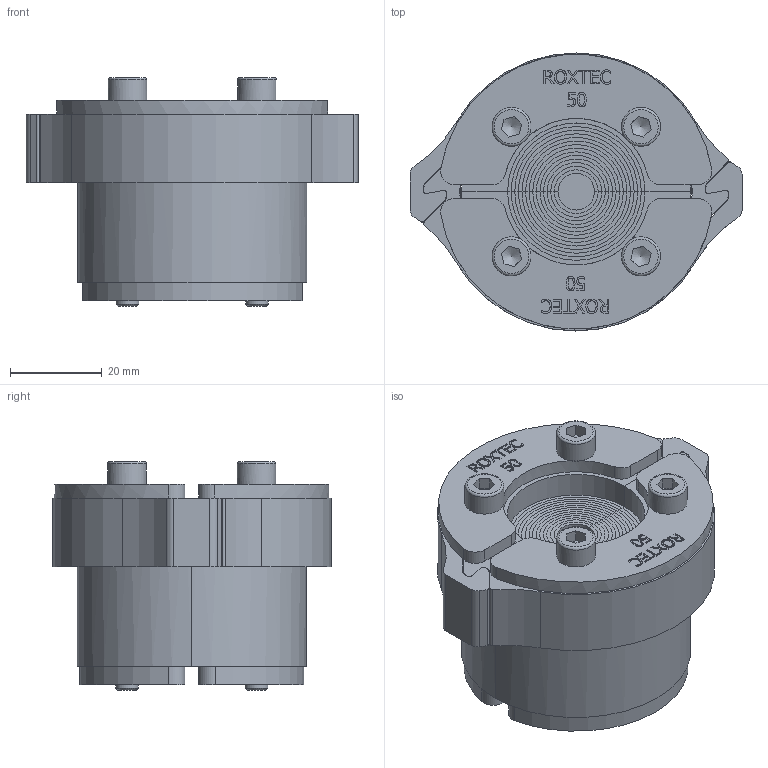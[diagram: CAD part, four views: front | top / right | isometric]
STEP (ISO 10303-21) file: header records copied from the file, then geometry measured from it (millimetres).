
FILE_DESCRIPTION(/* description */ (''),/* implementation_level */ '2;1');
FILE_NAME(/* name */ '100-247411.stp',/* time_stamp */ '2024-05-15T08:47:20+02:00',/* author */ ('se-danstr'),/* organization */ (''),/* preprocessor_version */ 'ST-DEVELOPER v18.1',/* originating_system */ 'Autodesk Inventor 2021',/* authorisation */ '');
FILE_SCHEMA (('AUTOMOTIVE_DESIGN { 1 0 10303 214 3 1 1 }'));
Length unit declared in the file: millimetre
Products named in the file (1): 100-247411_Shrinkwrap_1
Bounding box: 72.5 x 60.72 x 50 mm (x, y, z)
Volume: 95070.5 mm3; surface area: 22084.6 mm2
Topology: 1 solids, 1 shells, 486 faces, 1300 edges, 836 vertices
Faces by surface type: plane 270, bspline 124, cylinder 80, cone 8, torus 4
Full cylindrical faces by diameter (mm): 5 x4, 8.5 x4
Entity records: 16649 total; most frequent: CARTESIAN_POINT 4671, ORIENTED_EDGE 2592, DIRECTION 2010, EDGE_CURVE 1296, VERTEX_POINT 836, LINE 756, VECTOR 756, AXIS2_PLACEMENT_3D 627
